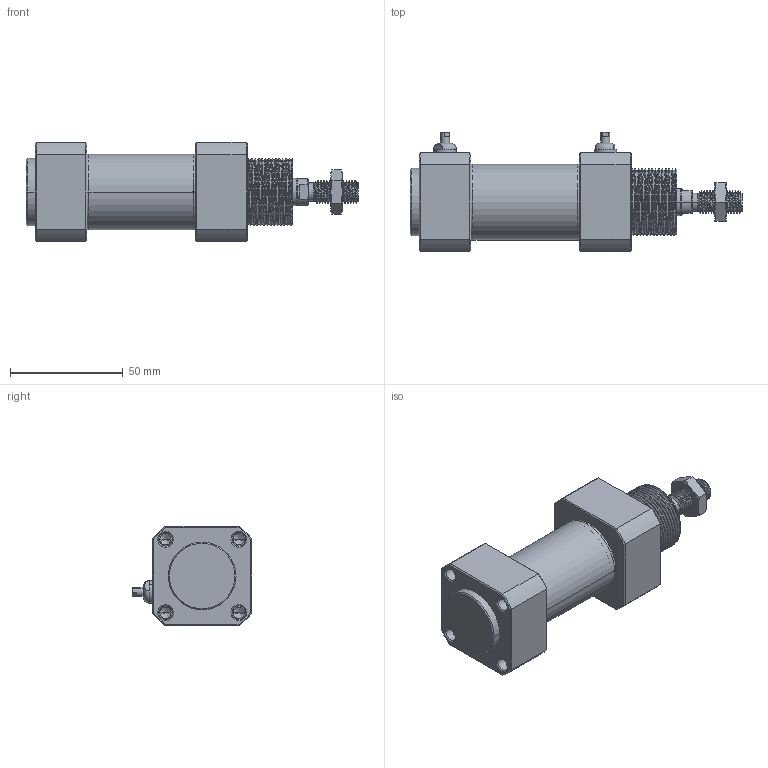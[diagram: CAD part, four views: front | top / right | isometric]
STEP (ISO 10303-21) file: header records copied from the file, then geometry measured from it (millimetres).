
FILE_DESCRIPTION (( 'STEP AP214' ), '1' );
FILE_NAME ('U032 0000 1922.STEP', '2021-05-06T05:05:27', ( '' ), ( '' ), 'SwSTEP 2.0', 'SolidWorks 2019', '' );
FILE_SCHEMA (( 'AUTOMOTIVE_DESIGN' ));
Length unit declared in the file: millimetre
Products named in the file (19): Bremseskrue 32-50 VDMA; 9032-36JB2; 9041-01; Bolt-DIN912_M6x30; 9012-34_9012-34-0; Afstryger (32-125)_407284; Oring_ORING 29,87 X 1,78; 9032-35-R_1032-35-48; Stempeltætning_E43224N3578; U032 0000 1922; U1903030_U1903030; 1032-22; 1032-19; 9040-01; Bremsepakning_PP1422N3589; Leje_PAP1210P11; Magnet_9340; ORING 3,80 X 1,25
Assembly tree (25 placements, depth 3):
  U032 0000 1922
    9012-34_9012-34-0
    1032-22
    9032-35-R_1032-35-48
    1032-19
    Bremseskrue 32-50 VDMA
      9040-01
      9041-01
      ORING 3,80 X 1,25
    Bremseskrue 32-50 VDMA
      9040-01
      9041-01
      ORING 3,80 X 1,25
    Afstryger (32-125)_407284
    9032-36JB2  x2
    U1903030_U1903030
    Leje_PAP1210P11
    Magnet_9340
    Bremsepakning_PP1422N3589  x2
    Stempeltætning_E43224N3578  x2
    Bolt-DIN912_M6x30
    Oring_ORING 29,87 X 1,78  x2
Bounding box: 147 x 52.97 x 44 mm (x, y, z)
Volume: 131366 mm3; surface area: 69790.7 mm2
Topology: 23 solids, 23 shells, 826 faces, 1945 edges, 1205 vertices
Faces by surface type: cylinder 346, plane 206, cone 188, torus 68, bspline 18
Entity records: 35768 total; most frequent: CARTESIAN_POINT 19839, ORIENTED_EDGE 3206, DIRECTION 3161, EDGE_CURVE 1603, AXIS2_PLACEMENT_3D 1299, VERTEX_POINT 1008, EDGE_LOOP 767, FACE_OUTER_BOUND 679
